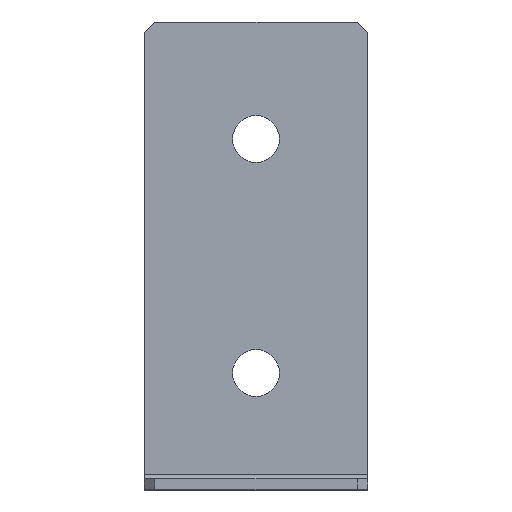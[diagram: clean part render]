
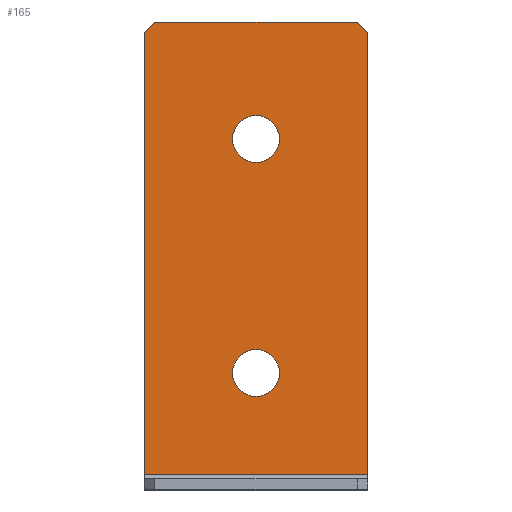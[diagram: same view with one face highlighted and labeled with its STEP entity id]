
A CAD part, top view. The second image highlights one B-rep face of the part: STEP entity #165.
In plain terms, the highlighted planar face has unit normal (0, 0, 1).
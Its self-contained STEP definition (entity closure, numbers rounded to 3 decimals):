
#10 = CIRCLE ( 'NONE', #800, 4.5 ) ;
#13 = VERTEX_POINT ( 'NONE', #150 ) ;
#17 = DIRECTION ( 'NONE',  ( 1., 0., 0. ) ) ;
#24 = DIRECTION ( 'NONE',  ( -0.707, 0.707, 0. ) ) ;
#33 = ORIENTED_EDGE ( 'NONE', *, *, #84, .F. ) ;
#43 = DIRECTION ( 'NONE',  ( 0., 0., 1. ) ) ;
#49 = VECTOR ( 'NONE', #24, 1000. ) ;
#58 = CARTESIAN_POINT ( 'NONE',  ( 0., 22.5, 2. ) ) ;
#59 = EDGE_CURVE ( 'NONE', #317, #268, #659, .T. ) ;
#76 = CARTESIAN_POINT ( 'NONE',  ( 21.5, 88., 2. ) ) ;
#82 = ORIENTED_EDGE ( 'NONE', *, *, #227, .F. ) ;
#84 = EDGE_CURVE ( 'NONE', #170, #287, #500, .T. ) ;
#86 = DIRECTION ( 'NONE',  ( 0., 0., 1. ) ) ;
#91 = LINE ( 'NONE', #76, #49 ) ;
#95 = EDGE_CURVE ( 'NONE', #248, #816, #91, .T. ) ;
#97 = DIRECTION ( 'NONE',  ( 0., 1., 0. ) ) ;
#101 = CIRCLE ( 'NONE', #343, 4.5 ) ;
#110 = EDGE_CURVE ( 'NONE', #807, #258, #10, .T. ) ;
#111 = CARTESIAN_POINT ( 'NONE',  ( -21.5, 88., 2. ) ) ;
#118 = LINE ( 'NONE', #280, #622 ) ;
#119 = CARTESIAN_POINT ( 'NONE',  ( 21.5, 3., 2. ) ) ;
#123 = LINE ( 'NONE', #822, #204 ) ;
#150 = CARTESIAN_POINT ( 'NONE',  ( -19.5, 90., 2. ) ) ;
#159 = CARTESIAN_POINT ( 'NONE',  ( -19.5, 90., 2. ) ) ;
#165 = ADVANCED_FACE ( 'NONE', ( #803, #483, #606 ), #290, .F. ) ;
#170 = VERTEX_POINT ( 'NONE', #682 ) ;
#172 = DIRECTION ( 'NONE',  ( -1., 0., 0. ) ) ;
#185 = DIRECTION ( 'NONE',  ( 0., 0., 1. ) ) ;
#189 = EDGE_CURVE ( 'NONE', #13, #317, #739, .T. ) ;
#204 = VECTOR ( 'NONE', #172, 1000. ) ;
#210 = ORIENTED_EDGE ( 'NONE', *, *, #550, .T. ) ;
#227 = EDGE_CURVE ( 'NONE', #287, #170, #101, .T. ) ;
#241 = CARTESIAN_POINT ( 'NONE',  ( 4.5, 22.5, 2. ) ) ;
#246 = CARTESIAN_POINT ( 'NONE',  ( 4.5, 67.5, 2. ) ) ;
#248 = VERTEX_POINT ( 'NONE', #310 ) ;
#257 = EDGE_CURVE ( 'NONE', #295, #268, #123, .T. ) ;
#258 = VERTEX_POINT ( 'NONE', #241 ) ;
#268 = VERTEX_POINT ( 'NONE', #316 ) ;
#271 = DIRECTION ( 'NONE',  ( 0., -1., 0. ) ) ;
#273 = CARTESIAN_POINT ( 'NONE',  ( -4.5, 22.5, 2. ) ) ;
#280 = CARTESIAN_POINT ( 'NONE',  ( -21.5, 90., 2. ) ) ;
#287 = VERTEX_POINT ( 'NONE', #246 ) ;
#290 = PLANE ( 'NONE',  #543 ) ;
#293 = CIRCLE ( 'NONE', #396, 4.5 ) ;
#295 = VERTEX_POINT ( 'NONE', #119 ) ;
#297 = CARTESIAN_POINT ( 'NONE',  ( 0., 0., 2. ) ) ;
#310 = CARTESIAN_POINT ( 'NONE',  ( 21.5, 88., 2. ) ) ;
#316 = CARTESIAN_POINT ( 'NONE',  ( -21.5, 3., 2. ) ) ;
#317 = VERTEX_POINT ( 'NONE', #111 ) ;
#337 = EDGE_LOOP ( 'NONE', ( #82, #33 ) ) ;
#340 = DIRECTION ( 'NONE',  ( 1., 0., 0. ) ) ;
#343 = AXIS2_PLACEMENT_3D ( 'NONE', #613, #43, #808 ) ;
#391 = CARTESIAN_POINT ( 'NONE',  ( -21.5, 0., 2. ) ) ;
#396 = AXIS2_PLACEMENT_3D ( 'NONE', #58, #185, #567 ) ;
#405 = CARTESIAN_POINT ( 'NONE',  ( 0., 67.5, 2. ) ) ;
#414 = DIRECTION ( 'NONE',  ( -0.707, -0.707, 0. ) ) ;
#472 = LINE ( 'NONE', #672, #678 ) ;
#483 = FACE_BOUND ( 'NONE', #337, .T. ) ;
#484 = ORIENTED_EDGE ( 'NONE', *, *, #669, .T. ) ;
#500 = CIRCLE ( 'NONE', #665, 4.5 ) ;
#508 = EDGE_LOOP ( 'NONE', ( #210, #664, #484, #734, #623, #787 ) ) ;
#519 = ORIENTED_EDGE ( 'NONE', *, *, #110, .F. ) ;
#527 = CARTESIAN_POINT ( 'NONE',  ( 19.5, 90., 2. ) ) ;
#537 = DIRECTION ( 'NONE',  ( -1., 0., 0. ) ) ;
#543 = AXIS2_PLACEMENT_3D ( 'NONE', #297, #549, #545 ) ;
#545 = DIRECTION ( 'NONE',  ( -1., 0., 0. ) ) ;
#549 = DIRECTION ( 'NONE',  ( 0., 0., -1. ) ) ;
#550 = EDGE_CURVE ( 'NONE', #295, #248, #472, .T. ) ;
#567 = DIRECTION ( 'NONE',  ( 1., 0., 0. ) ) ;
#606 = FACE_BOUND ( 'NONE', #743, .T. ) ;
#613 = CARTESIAN_POINT ( 'NONE',  ( 0., 67.5, 2. ) ) ;
#621 = VECTOR ( 'NONE', #414, 1000. ) ;
#622 = VECTOR ( 'NONE', #537, 1000. ) ;
#623 = ORIENTED_EDGE ( 'NONE', *, *, #59, .T. ) ;
#647 = DIRECTION ( 'NONE',  ( 0., 0., 1. ) ) ;
#651 = VECTOR ( 'NONE', #271, 1000. ) ;
#659 = LINE ( 'NONE', #391, #651 ) ;
#664 = ORIENTED_EDGE ( 'NONE', *, *, #95, .T. ) ;
#665 = AXIS2_PLACEMENT_3D ( 'NONE', #405, #86, #340 ) ;
#669 = EDGE_CURVE ( 'NONE', #816, #13, #118, .T. ) ;
#672 = CARTESIAN_POINT ( 'NONE',  ( 21.5, 0., 2. ) ) ;
#678 = VECTOR ( 'NONE', #97, 1000. ) ;
#682 = CARTESIAN_POINT ( 'NONE',  ( -4.5, 67.5, 2. ) ) ;
#720 = ORIENTED_EDGE ( 'NONE', *, *, #745, .F. ) ;
#734 = ORIENTED_EDGE ( 'NONE', *, *, #189, .T. ) ;
#739 = LINE ( 'NONE', #159, #621 ) ;
#743 = EDGE_LOOP ( 'NONE', ( #720, #519 ) ) ;
#745 = EDGE_CURVE ( 'NONE', #258, #807, #293, .T. ) ;
#787 = ORIENTED_EDGE ( 'NONE', *, *, #257, .F. ) ;
#791 = CARTESIAN_POINT ( 'NONE',  ( 0., 22.5, 2. ) ) ;
#800 = AXIS2_PLACEMENT_3D ( 'NONE', #791, #647, #17 ) ;
#803 = FACE_OUTER_BOUND ( 'NONE', #508, .T. ) ;
#807 = VERTEX_POINT ( 'NONE', #273 ) ;
#808 = DIRECTION ( 'NONE',  ( 1., 0., 0. ) ) ;
#816 = VERTEX_POINT ( 'NONE', #527 ) ;
#822 = CARTESIAN_POINT ( 'NONE',  ( 21.5, 3., 2. ) ) ;
